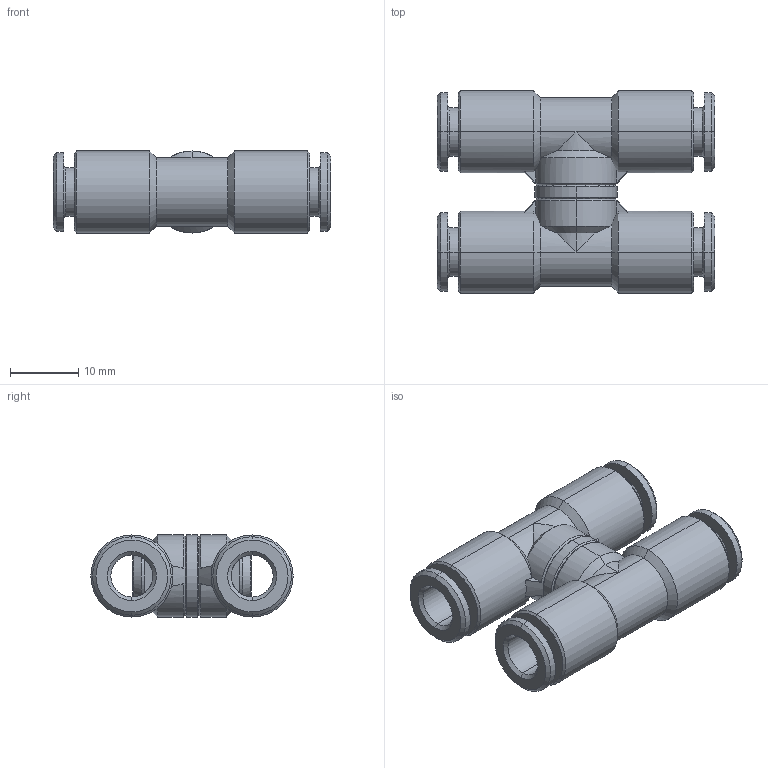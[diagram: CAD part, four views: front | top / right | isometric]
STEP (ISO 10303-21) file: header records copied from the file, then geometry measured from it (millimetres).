
FILE_DESCRIPTION (( 'STEP AP203' ), '1' );
FILE_NAME ('B0360030.STEP', '2011-04-28T15:30:56', ( 'UT1' ), ( 'sopra-pneumatic' ), 'SwSTEP 2.0', 'SolidWorks 2009', '' );
FILE_SCHEMA (( 'CONFIG_CONTROL_DESIGN' ));
Length unit declared in the file: millimetre
Products named in the file (1): B0360030
Bounding box: 40.6 x 29.6 x 12 mm (x, y, z)
Volume: 6202.6 mm3; surface area: 5846.8 mm2
Topology: 1 solids, 1 shells, 188 faces, 438 edges, 264 vertices
Faces by surface type: cone 66, cylinder 64, plane 58
Entity records: 5525 total; most frequent: CARTESIAN_POINT 1157, DIRECTION 936, ORIENTED_EDGE 876, EDGE_CURVE 438, AXIS2_PLACEMENT_3D 371, VERTEX_POINT 264, EDGE_LOOP 206, VECTOR 194
